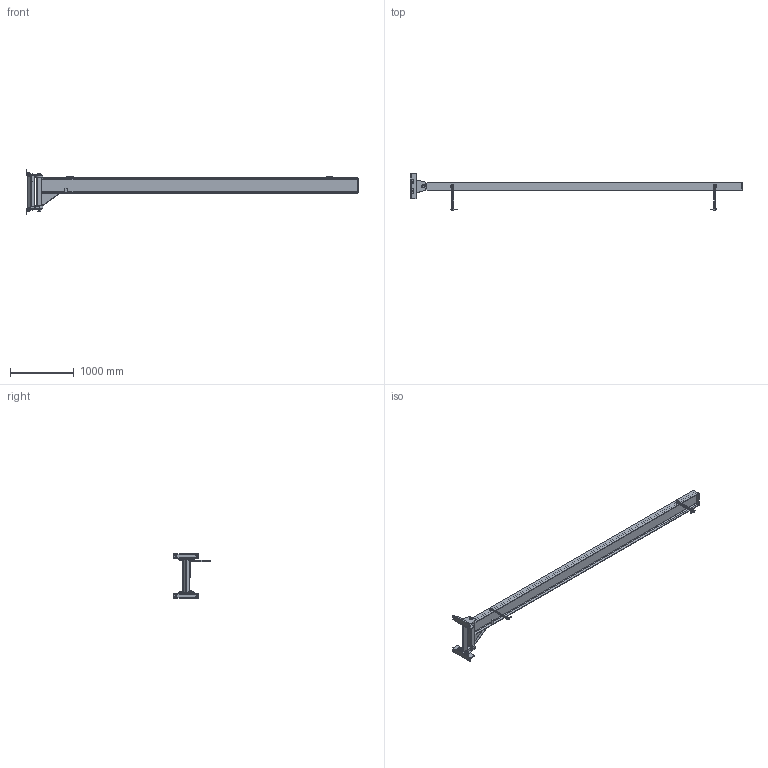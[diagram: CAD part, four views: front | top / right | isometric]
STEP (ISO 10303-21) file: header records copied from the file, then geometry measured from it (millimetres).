
FILE_DESCRIPTION(('STEP AP214'),'1');
FILE_NAME('PMH Väggsvängkran Loke 250-5.stp','2013-08-16T07:58:38',(' '),(' '),'Spatial InterOp 3D',' ',' ');
FILE_SCHEMA(('automotive_design'));
Length unit declared in the file: millimetre
Products named in the file (72): L0250-5; Lagerbox IV; KKR; Plattstång; Plåt; Vinkelstång; IPE240; B_rlinekomponenter; Hållare till Bärlinestag; Bärlinestag; Bolt Assembly; M6S M8x20; M6M M8; Bultf_rband; Skruv_gla; Skruvögla M8x60; PMH Vaggsvangkran Loke 250-5; V_ggf_ste IV; Fästöra IV; KKR 80, L=525; M6S M20x50; DIN_985 M20; Bultf_rband M20x50; Vinkelstång IV Typ 1; Axel III _ IV; Axelkant III / IV; Axel III / IV; Distansbricka III / IV; Hylsa III / IV; Bultf_rband M8x65; DIN_985 M8; M6S M8x65; Broms V_ggf_ste IV (250); Bromsback IV Typ 1; Bromsback IV Typ 2; Broms 250 Bolt Assembly; Polyfjäder 25s/10 (hårdhet 90), L=20; Bricka Ø26/11, T=5; M6M M10; Gängstång M10x160
Assembly tree (77 placements, depth 6):
  PMH Vaggsvangkran Loke 250-5
    L0250-5
      Lagerbox IV
      Lagerbox IV
      KKR
      Plattstång
      Plåt
      Vinkelstång
      Vinkelstång
      IPE240
      Plåt
      B_rlinekomponenter
        Hållare till Bärlinestag
        Hållare till Bärlinestag
        Bärlinestag
        Bärlinestag
        Bultf_rband
          Bolt Assembly  x2
            M6S M8x20
            M6M M8
          Bolt Assembly
            M6S M8x20
            M6M M8
          Bolt Assembly
            M6S M8x20
            M6M M8
        Skruv_gla
          Skruvögla M8x60
          M6M M8  x2
        Skruv_gla
          Skruvögla M8x60
          M6M M8
          M6M M8
    V_ggf_ste IV
      V_ggf_ste IV
        Fästöra IV
        Fästöra IV
        KKR 80, L=525
      Bultf_rband M20x50
        Bolt Assembly  x4
          M6S M20x50
          DIN_985 M20
        Bolt Assembly
          M6S M20x50
          DIN_985 M20
        Bolt Assembly
          M6S M20x50
          DIN_985 M20
        Bolt Assembly
          M6S M20x50
          DIN_985 M20
        Bolt Assembly
          M6S M20x50
          DIN_985 M20
      Vinkelstång IV Typ 1
      Vinkelstång IV Typ 1
      Axel III _ IV
        Axelkant III / IV
        Axel III / IV
        Distansbricka III / IV
Bounding box: 5214 x 570.5 x 699 mm (x, y, z)
Volume: 26133541.6 mm3; surface area: 6235901.8 mm2
Topology: 61 solids, 61 shells, 935 faces, 2040 edges, 1248 vertices
Faces by surface type: plane 441, cone 337, cylinder 151, bspline 4, revolution 2
Full cylindrical faces by diameter (mm): 4.5 x1, 7.28 x1, 8 x16, 8.5 x4, 9 x11, 10 x5, 11 x1, 13 x1, 17 x2, 18.2 x8, 20 x16, 21 x16, 25 x5, 26 x1, 30 x8, 35 x3, 35.5 x2, 36 x1, 50 x3, 112 x2
Entity records: 26832 total; most frequent: CARTESIAN_POINT 4581, DIRECTION 3185, ORIENTED_EDGE 2934, EDGE_CURVE 1467, AXIS2_PLACEMENT_3D 1322, EDGE_LOOP 983, VERTEX_POINT 976, FACE_OUTER_BOUND 823
